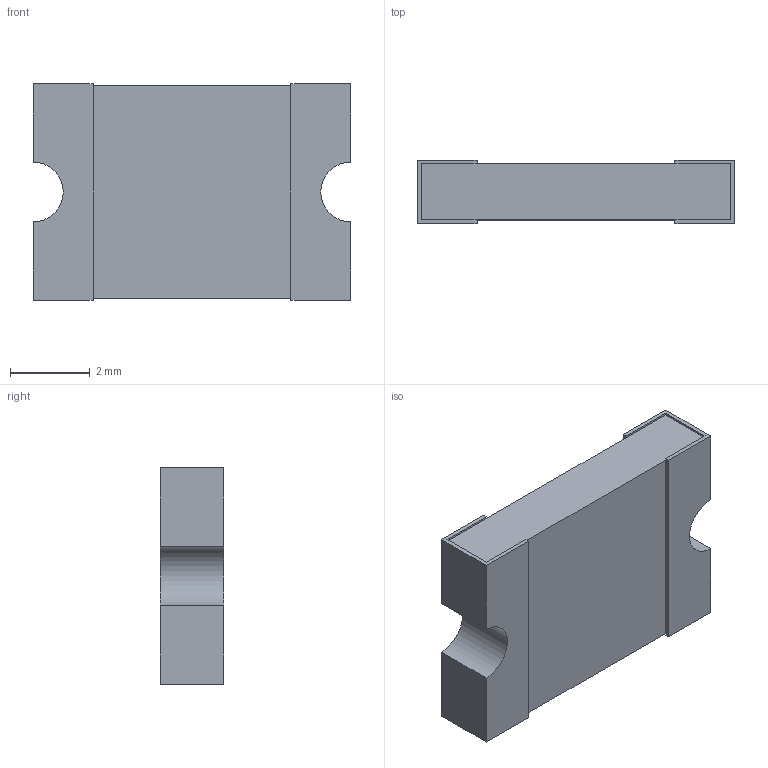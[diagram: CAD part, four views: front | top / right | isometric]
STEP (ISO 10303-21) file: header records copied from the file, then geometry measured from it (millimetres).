
FILE_DESCRIPTION (( 'STEP AP214' ), '1' );
FILE_NAME ('2920L70012MR.STEP', '2023-09-29T07:23:10', ( '' ), ( '' ), 'SwSTEP 2.0', 'SolidWorks 2021', '' );
FILE_SCHEMA (( 'AUTOMOTIVE_DESIGN' ));
Length unit declared in the file: millimetre
Products named in the file (1): 2920L70012MR
Bounding box: 7.98 x 1.6 x 5.44 mm (x, y, z)
Volume: 60.1 mm3; surface area: 129 mm2
Topology: 1 solids, 1 shells, 34 faces, 88 edges, 56 vertices
Faces by surface type: plane 32, cylinder 2
Entity records: 1090 total; most frequent: CARTESIAN_POINT 179, ORIENTED_EDGE 176, DIRECTION 162, EDGE_CURVE 88, LINE 84, VECTOR 84, VERTEX_POINT 56, AXIS2_PLACEMENT_3D 39
